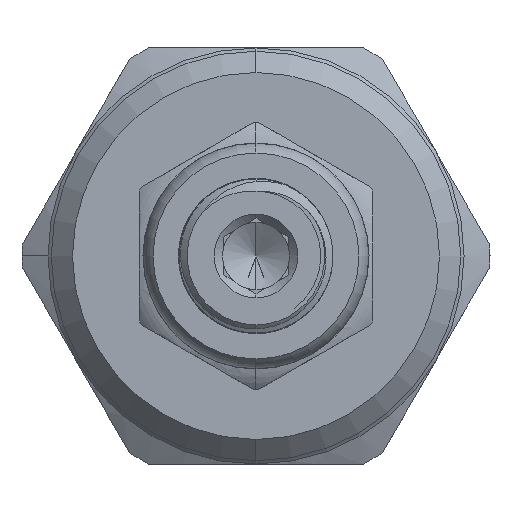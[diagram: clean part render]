
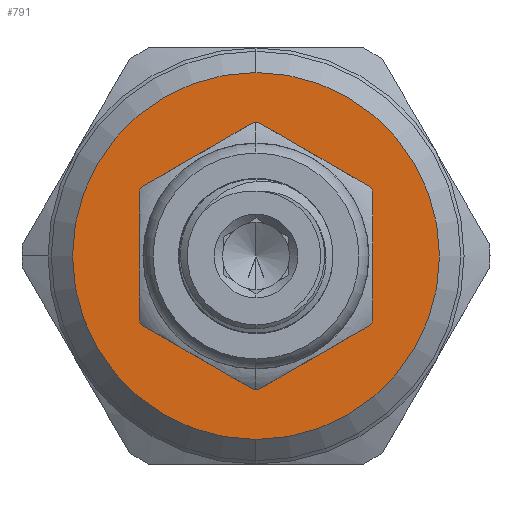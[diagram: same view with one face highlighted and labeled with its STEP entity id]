
A CAD part, left-side view. The second image highlights one B-rep face of the part: STEP entity #791.
In plain terms, the highlighted planar face has unit normal (-1, 0, 0).
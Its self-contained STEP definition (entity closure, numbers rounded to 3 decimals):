
#179 = CIRCLE ( 'NONE', #10301, 11.2 ) ;
#241 = CIRCLE ( 'NONE', #5315, 6.875 ) ;
#791 = ADVANCED_FACE ( 'NONE', ( #11333, #10727 ), #5373, .F. ) ;
#807 = EDGE_LOOP ( 'NONE', ( #7077, #10232 ) ) ;
#852 = EDGE_LOOP ( 'NONE', ( #11216, #3286 ) ) ;
#941 = DIRECTION ( 'NONE',  ( 0., 0., -1. ) ) ;
#1419 = AXIS2_PLACEMENT_3D ( 'NONE', #5788, #1753, #941 ) ;
#1433 = CARTESIAN_POINT ( 'NONE',  ( -6.2, 0., 0. ) ) ;
#1753 = DIRECTION ( 'NONE',  ( 1., 0., 0. ) ) ;
#2275 = EDGE_CURVE ( 'NONE', #3191, #4642, #11017, .T. ) ;
#2345 = DIRECTION ( 'NONE',  ( 0., 0., -1. ) ) ;
#2425 = CARTESIAN_POINT ( 'NONE',  ( -6.2, 0., 0. ) ) ;
#3191 = VERTEX_POINT ( 'NONE', #5154 ) ;
#3286 = ORIENTED_EDGE ( 'NONE', *, *, #9048, .T. ) ;
#3340 = DIRECTION ( 'NONE',  ( 0., 0., -1. ) ) ;
#4404 = DIRECTION ( 'NONE',  ( 0., 0., -1. ) ) ;
#4584 = EDGE_CURVE ( 'NONE', #9318, #6796, #5095, .T. ) ;
#4642 = VERTEX_POINT ( 'NONE', #6956 ) ;
#5095 = CIRCLE ( 'NONE', #1419, 6.875 ) ;
#5154 = CARTESIAN_POINT ( 'NONE',  ( -6.2, 0., -11.2 ) ) ;
#5315 = AXIS2_PLACEMENT_3D ( 'NONE', #9330, #11237, #4404 ) ;
#5373 = PLANE ( 'NONE',  #12558 ) ;
#5788 = CARTESIAN_POINT ( 'NONE',  ( -6.2, 0., 0. ) ) ;
#6400 = DIRECTION ( 'NONE',  ( -1., 0., 0. ) ) ;
#6796 = VERTEX_POINT ( 'NONE', #8840 ) ;
#6956 = CARTESIAN_POINT ( 'NONE',  ( -6.2, 0., 11.2 ) ) ;
#7077 = ORIENTED_EDGE ( 'NONE', *, *, #11600, .T. ) ;
#8301 = AXIS2_PLACEMENT_3D ( 'NONE', #2425, #10179, #2345 ) ;
#8392 = DIRECTION ( 'NONE',  ( 0., 0., -1. ) ) ;
#8840 = CARTESIAN_POINT ( 'NONE',  ( -6.2, 0., 6.875 ) ) ;
#9048 = EDGE_CURVE ( 'NONE', #4642, #3191, #179, .T. ) ;
#9318 = VERTEX_POINT ( 'NONE', #11722 ) ;
#9330 = CARTESIAN_POINT ( 'NONE',  ( -6.2, 0., 0. ) ) ;
#10130 = DIRECTION ( 'NONE',  ( 1., 0., 0. ) ) ;
#10179 = DIRECTION ( 'NONE',  ( -1., 0., 0. ) ) ;
#10212 = CARTESIAN_POINT ( 'NONE',  ( -6.2, 0., 0. ) ) ;
#10232 = ORIENTED_EDGE ( 'NONE', *, *, #4584, .T. ) ;
#10301 = AXIS2_PLACEMENT_3D ( 'NONE', #10212, #6400, #8392 ) ;
#10727 = FACE_OUTER_BOUND ( 'NONE', #852, .T. ) ;
#11017 = CIRCLE ( 'NONE', #8301, 11.2 ) ;
#11216 = ORIENTED_EDGE ( 'NONE', *, *, #2275, .T. ) ;
#11237 = DIRECTION ( 'NONE',  ( 1., 0., 0. ) ) ;
#11333 = FACE_BOUND ( 'NONE', #807, .T. ) ;
#11600 = EDGE_CURVE ( 'NONE', #6796, #9318, #241, .T. ) ;
#11722 = CARTESIAN_POINT ( 'NONE',  ( -6.2, 0., -6.875 ) ) ;
#12558 = AXIS2_PLACEMENT_3D ( 'NONE', #1433, #10130, #3340 ) ;
